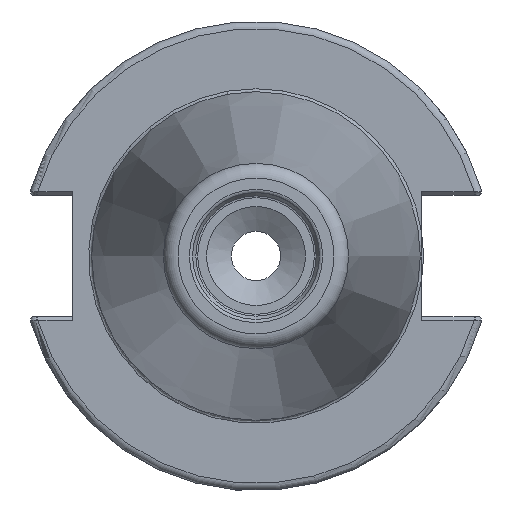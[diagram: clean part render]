
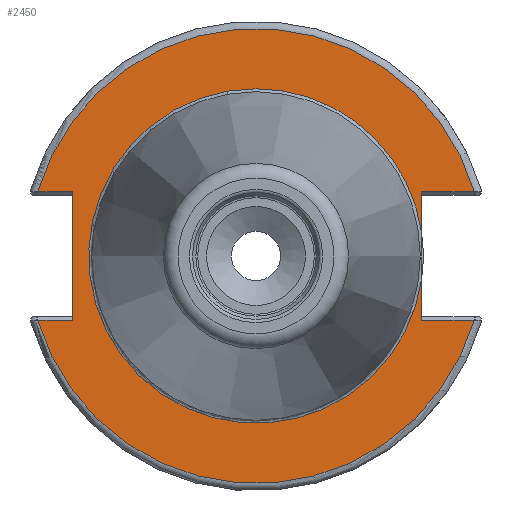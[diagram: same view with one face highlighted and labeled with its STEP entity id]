
A CAD part, left-side view. The second image highlights one B-rep face of the part: STEP entity #2450.
In plain terms, the highlighted planar face has unit normal (-1, 0, 0).
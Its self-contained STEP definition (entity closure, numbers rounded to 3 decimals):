
#108=PLANE('',#2673);
#165=LINE('',#3802,#298);
#172=LINE('',#3924,#305);
#173=LINE('',#3928,#306);
#174=LINE('',#3930,#307);
#175=LINE('',#3932,#308);
#176=LINE('',#3936,#309);
#177=LINE('',#3938,#310);
#298=VECTOR('',#3080,10.);
#305=VECTOR('',#3091,10.);
#306=VECTOR('',#3094,10.);
#307=VECTOR('',#3095,10.);
#308=VECTOR('',#3096,10.);
#309=VECTOR('',#3099,10.);
#310=VECTOR('',#3100,10.);
#470=FACE_OUTER_BOUND('',#610,.T.);
#610=EDGE_LOOP('',(#1782,#1783,#1784,#1785,#1786,#1787,#1788,#1789,#1790,
#1791,#1792));
#836=CIRCLE('',#2674,30.775);
#837=CIRCLE('',#2675,30.775);
#838=CIRCLE('',#2676,22.625);
#839=CIRCLE('',#2677,22.625);
#1012=VERTEX_POINT('',#3799);
#1013=VERTEX_POINT('',#3801);
#1021=VERTEX_POINT('',#3923);
#1022=VERTEX_POINT('',#3925);
#1023=VERTEX_POINT('',#3927);
#1024=VERTEX_POINT('',#3929);
#1025=VERTEX_POINT('',#3931);
#1026=VERTEX_POINT('',#3933);
#1027=VERTEX_POINT('',#3935);
#1028=VERTEX_POINT('',#3937);
#1029=VERTEX_POINT('',#3939);
#1300=EDGE_CURVE('',#1012,#1013,#165,.T.);
#1312=EDGE_CURVE('',#1021,#1013,#172,.T.);
#1313=EDGE_CURVE('',#1022,#1012,#836,.T.);
#1314=EDGE_CURVE('',#1023,#1022,#173,.T.);
#1315=EDGE_CURVE('',#1023,#1024,#174,.T.);
#1316=EDGE_CURVE('',#1025,#1024,#175,.T.);
#1317=EDGE_CURVE('',#1026,#1025,#837,.T.);
#1318=EDGE_CURVE('',#1027,#1026,#176,.T.);
#1319=EDGE_CURVE('',#1027,#1028,#177,.T.);
#1320=EDGE_CURVE('',#1028,#1029,#838,.T.);
#1321=EDGE_CURVE('',#1029,#1021,#839,.T.);
#1782=ORIENTED_EDGE('',*,*,#1312,.T.);
#1783=ORIENTED_EDGE('',*,*,#1300,.F.);
#1784=ORIENTED_EDGE('',*,*,#1313,.F.);
#1785=ORIENTED_EDGE('',*,*,#1314,.F.);
#1786=ORIENTED_EDGE('',*,*,#1315,.T.);
#1787=ORIENTED_EDGE('',*,*,#1316,.F.);
#1788=ORIENTED_EDGE('',*,*,#1317,.F.);
#1789=ORIENTED_EDGE('',*,*,#1318,.F.);
#1790=ORIENTED_EDGE('',*,*,#1319,.T.);
#1791=ORIENTED_EDGE('',*,*,#1320,.T.);
#1792=ORIENTED_EDGE('',*,*,#1321,.T.);
#2450=ADVANCED_FACE('',(#470),#108,.T.);
#2673=AXIS2_PLACEMENT_3D('',#3922,#3089,#3090);
#2674=AXIS2_PLACEMENT_3D('',#3926,#3092,#3093);
#2675=AXIS2_PLACEMENT_3D('',#3934,#3097,#3098);
#2676=AXIS2_PLACEMENT_3D('',#3940,#3101,#3102);
#2677=AXIS2_PLACEMENT_3D('',#3941,#3103,#3104);
#3080=DIRECTION('',(0.,1.,0.));
#3089=DIRECTION('center_axis',(-1.,0.,0.));
#3090=DIRECTION('ref_axis',(0.,0.,1.));
#3091=DIRECTION('',(0.,0.,1.));
#3092=DIRECTION('center_axis',(1.,0.,0.));
#3093=DIRECTION('ref_axis',(0.,0.,-1.));
#3094=DIRECTION('',(0.,1.,0.));
#3095=DIRECTION('',(0.,0.,-1.));
#3096=DIRECTION('',(0.,-1.,0.));
#3097=DIRECTION('center_axis',(1.,0.,0.));
#3098=DIRECTION('ref_axis',(0.,0.,-1.));
#3099=DIRECTION('',(0.,-1.,0.));
#3100=DIRECTION('',(0.,0.,1.));
#3101=DIRECTION('center_axis',(1.,0.,0.));
#3102=DIRECTION('ref_axis',(0.,0.,-1.));
#3103=DIRECTION('center_axis',(1.,0.,0.));
#3104=DIRECTION('ref_axis',(0.,0.,-1.));
#3799=CARTESIAN_POINT('',(1.,-29.523,8.69));
#3801=CARTESIAN_POINT('',(1.,-22.41,8.69));
#3802=CARTESIAN_POINT('',(1.,4.182,8.69));
#3922=CARTESIAN_POINT('Origin',(1.,30.775,0.));
#3923=CARTESIAN_POINT('',(1.,-22.41,3.112));
#3924=CARTESIAN_POINT('',(1.,-22.41,-4.095));
#3925=CARTESIAN_POINT('',(1.,29.523,8.69));
#3926=CARTESIAN_POINT('Origin',(1.,0.,0.));
#3927=CARTESIAN_POINT('',(1.,24.8,8.69));
#3928=CARTESIAN_POINT('',(1.,38.399,8.69));
#3929=CARTESIAN_POINT('',(1.,24.8,-8.69));
#3930=CARTESIAN_POINT('',(1.,24.8,4.095));
#3931=CARTESIAN_POINT('',(1.,29.523,-8.69));
#3932=CARTESIAN_POINT('',(1.,27.788,-8.69));
#3933=CARTESIAN_POINT('',(1.,-29.523,-8.69));
#3934=CARTESIAN_POINT('Origin',(1.,0.,0.));
#3935=CARTESIAN_POINT('',(1.,-22.41,-8.69));
#3936=CARTESIAN_POINT('',(1.,-6.591,-8.69));
#3937=CARTESIAN_POINT('',(1.,-22.41,-3.112));
#3938=CARTESIAN_POINT('',(1.,-22.41,-4.095));
#3939=CARTESIAN_POINT('',(1.,0.,22.625));
#3940=CARTESIAN_POINT('Origin',(1.,0.,0.));
#3941=CARTESIAN_POINT('Origin',(1.,0.,0.));
